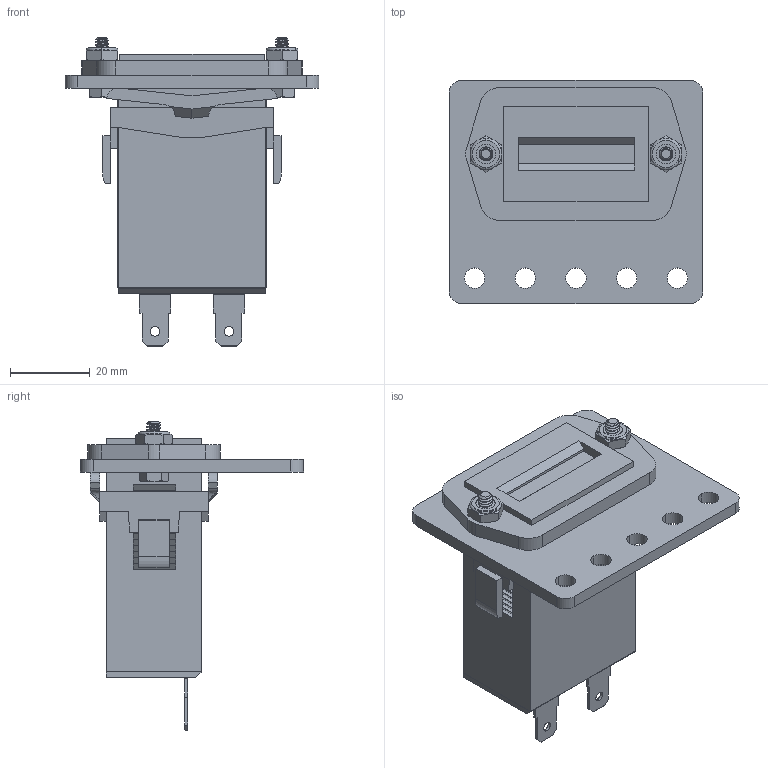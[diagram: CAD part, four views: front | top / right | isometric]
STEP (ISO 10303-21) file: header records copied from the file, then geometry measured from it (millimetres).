
FILE_DESCRIPTION (( 'STEP AP214' ), '1' );
FILE_NAME ('am-4704 On Time Meter.STEP', '2022-05-09T22:11:32', ( '' ), ( '' ), 'SwSTEP 2.0', 'SolidWorks 2021', '' );
FILE_SCHEMA (( 'AUTOMOTIVE_DESIGN' ));
Length unit declared in the file: inch
Products named in the file (6): ip-4704_clip On Time Meter Clip; 6-32 x 0500 HHCS_93075A148; am-4704 On Time Meter; 6-32 Nylock Jam Nut_90633A007; Timer Mount; ip-4704 On Time Meter Body 
Assembly tree (7 placements, depth 2):
  am-4704 On Time Meter
    ip-4704 On Time Meter Body 
    ip-4704_clip On Time Meter Clip
    Timer Mount
    6-32 Nylock Jam Nut_90633A007  x2
    6-32 x 0500 HHCS_93075A148  x2
Bounding box: 63.5 x 55.88 x 77.47 mm (x, y, z)
Volume: 66293.7 mm3; surface area: 23049 mm2
Topology: 9 solids, 9 shells, 580 faces, 1448 edges, 928 vertices
Faces by surface type: plane 299, cylinder 171, cone 86, bspline 12, torus 12
Entity records: 16972 total; most frequent: CARTESIAN_POINT 5969, ORIENTED_EDGE 2288, DIRECTION 2099, EDGE_CURVE 1144, LINE 775, VECTOR 775, VERTEX_POINT 741, AXIS2_PLACEMENT_3D 662
